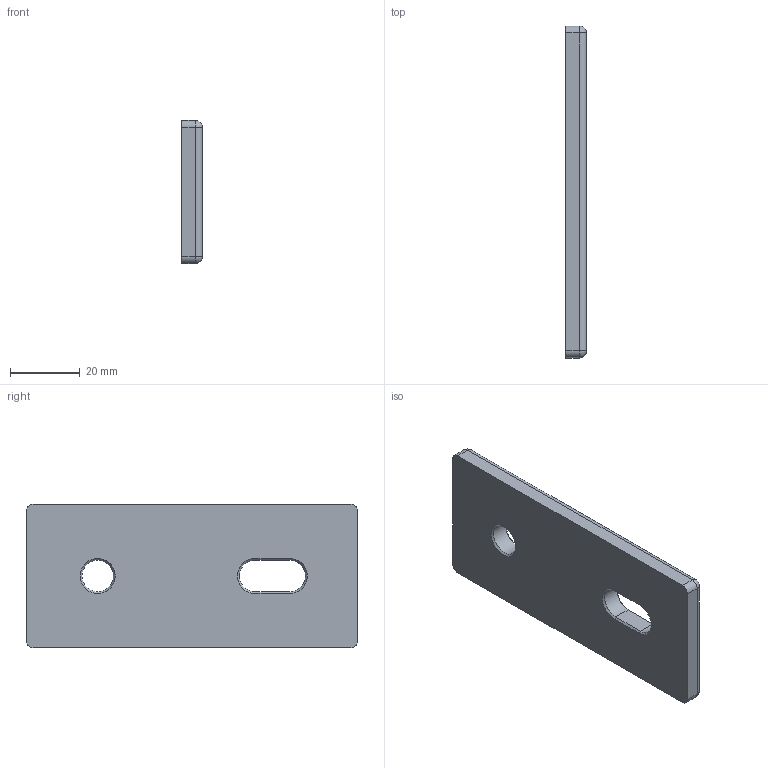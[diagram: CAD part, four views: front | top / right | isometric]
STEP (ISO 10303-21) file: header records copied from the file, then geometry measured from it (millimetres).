
FILE_DESCRIPTION(/* description */ (''),/* implementation_level */ '2;1');
FILE_NAME(/* name */ '41-115-1.step',/* time_stamp */ '2021-10-22T10:30:49-04:00',/* author */ (''),/* organization */ (''),/* preprocessor_version */ 'ST-DEVELOPER v18.1',/* originating_system */ 'Autodesk Translation Framework v10.10.0.1391',/* authorisation */ '');
FILE_SCHEMA (('AUTOMOTIVE_DESIGN { 1 0 10303 214 3 1 1 }'));
Length unit declared in the file: millimetre
Products named in the file (1): 41-115-1
Bounding box: 6 x 95 x 41 mm (x, y, z)
Volume: 21798.2 mm3; surface area: 9143.5 mm2
Topology: 1 solids, 1 shells, 33 faces, 74 edges, 41 vertices
Faces by surface type: plane 12, cylinder 11, cone 6, sphere 4
Full cylindrical faces by diameter (mm): 9 x1
Entity records: 935 total; most frequent: DIRECTION 169, CARTESIAN_POINT 147, ORIENTED_EDGE 144, EDGE_CURVE 72, AXIS2_PLACEMENT_3D 63, LINE 43, VECTOR 43, VERTEX_POINT 41
